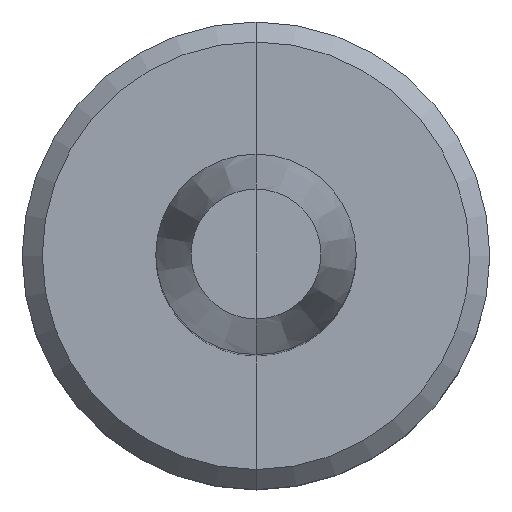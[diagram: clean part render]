
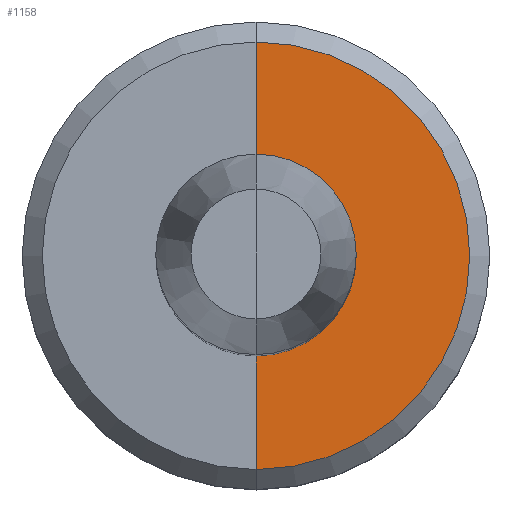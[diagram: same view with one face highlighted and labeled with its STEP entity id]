
A CAD part, top view. The second image highlights one B-rep face of the part: STEP entity #1158.
In plain terms, the highlighted planar face has unit normal (0, 0, 1).
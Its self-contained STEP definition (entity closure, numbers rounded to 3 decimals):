
#1044 = CONICAL_SURFACE('',#1045,3.5,0.785);
#1045 = AXIS2_PLACEMENT_3D('',#1046,#1047,#1048);
#1046 = CARTESIAN_POINT('',(0.,0.,-15.3));
#1047 = DIRECTION('',(-0.,-0.,-1.));
#1048 = DIRECTION('',(0.,-1.,0.));
#1082 = VERTEX_POINT('',#1083);
#1083 = CARTESIAN_POINT('',(0.,3.2,-15.));
#1109 = EDGE_CURVE('',#1110,#1082,#1112,.T.);
#1110 = VERTEX_POINT('',#1111);
#1111 = CARTESIAN_POINT('',(0.,-3.2,-15.));
#1112 = SURFACE_CURVE('',#1113,(#1118,#1125),.PCURVE_S1.);
#1113 = CIRCLE('',#1114,3.2);
#1114 = AXIS2_PLACEMENT_3D('',#1115,#1116,#1117);
#1115 = CARTESIAN_POINT('',(0.,0.,-15.));
#1116 = DIRECTION('',(0.,0.,1.));
#1117 = DIRECTION('',(0.,-1.,0.));
#1118 = PCURVE('',#1044,#1119);
#1119 = DEFINITIONAL_REPRESENTATION('',(#1120),#1124);
#1120 = LINE('',#1121,#1122);
#1121 = CARTESIAN_POINT('',(-0.,-0.3));
#1122 = VECTOR('',#1123,1.);
#1123 = DIRECTION('',(-1.,-0.));
#1124 = ( GEOMETRIC_REPRESENTATION_CONTEXT(2) 
PARAMETRIC_REPRESENTATION_CONTEXT() REPRESENTATION_CONTEXT('2D SPACE',''
  ) );
#1125 = PCURVE('',#1126,#1131);
#1126 = PLANE('',#1127);
#1127 = AXIS2_PLACEMENT_3D('',#1128,#1129,#1130);
#1128 = CARTESIAN_POINT('',(0.,0.,-15.));
#1129 = DIRECTION('',(0.,0.,1.));
#1130 = DIRECTION('',(0.,-1.,0.));
#1131 = DEFINITIONAL_REPRESENTATION('',(#1132),#1136);
#1132 = CIRCLE('',#1133,3.2);
#1133 = AXIS2_PLACEMENT_2D('',#1134,#1135);
#1134 = CARTESIAN_POINT('',(0.,0.));
#1135 = DIRECTION('',(1.,0.));
#1136 = ( GEOMETRIC_REPRESENTATION_CONTEXT(2) 
PARAMETRIC_REPRESENTATION_CONTEXT() REPRESENTATION_CONTEXT('2D SPACE',''
  ) );
#1158 = ADVANCED_FACE('',(#1159),#1126,.T.);
#1159 = FACE_BOUND('',#1160,.T.);
#1160 = EDGE_LOOP('',(#1161,#1162,#1190,#1219));
#1161 = ORIENTED_EDGE('',*,*,#1109,.T.);
#1162 = ORIENTED_EDGE('',*,*,#1163,.T.);
#1163 = EDGE_CURVE('',#1082,#1164,#1166,.T.);
#1164 = VERTEX_POINT('',#1165);
#1165 = CARTESIAN_POINT('',(0.,1.5,-15.));
#1166 = SURFACE_CURVE('',#1167,(#1171,#1178),.PCURVE_S1.);
#1167 = LINE('',#1168,#1169);
#1168 = CARTESIAN_POINT('',(0.,3.2,-15.));
#1169 = VECTOR('',#1170,1.);
#1170 = DIRECTION('',(0.,-1.,0.));
#1171 = PCURVE('',#1126,#1172);
#1172 = DEFINITIONAL_REPRESENTATION('',(#1173),#1177);
#1173 = LINE('',#1174,#1175);
#1174 = CARTESIAN_POINT('',(-3.2,0.));
#1175 = VECTOR('',#1176,1.);
#1176 = DIRECTION('',(1.,0.));
#1177 = ( GEOMETRIC_REPRESENTATION_CONTEXT(2) 
PARAMETRIC_REPRESENTATION_CONTEXT() REPRESENTATION_CONTEXT('2D SPACE',''
  ) );
#1178 = PCURVE('',#1179,#1184);
#1179 = PLANE('',#1180);
#1180 = AXIS2_PLACEMENT_3D('',#1181,#1182,#1183);
#1181 = CARTESIAN_POINT('',(0.,0.,-15.));
#1182 = DIRECTION('',(-0.,-0.,-1.));
#1183 = DIRECTION('',(0.,-1.,0.));
#1184 = DEFINITIONAL_REPRESENTATION('',(#1185),#1189);
#1185 = LINE('',#1186,#1187);
#1186 = CARTESIAN_POINT('',(-3.2,0.));
#1187 = VECTOR('',#1188,1.);
#1188 = DIRECTION('',(1.,0.));
#1189 = ( GEOMETRIC_REPRESENTATION_CONTEXT(2) 
PARAMETRIC_REPRESENTATION_CONTEXT() REPRESENTATION_CONTEXT('2D SPACE',''
  ) );
#1190 = ORIENTED_EDGE('',*,*,#1191,.F.);
#1191 = EDGE_CURVE('',#1192,#1164,#1194,.T.);
#1192 = VERTEX_POINT('',#1193);
#1193 = CARTESIAN_POINT('',(0.,-1.5,-15.));
#1194 = SURFACE_CURVE('',#1195,(#1200,#1207),.PCURVE_S1.);
#1195 = CIRCLE('',#1196,1.5);
#1196 = AXIS2_PLACEMENT_3D('',#1197,#1198,#1199);
#1197 = CARTESIAN_POINT('',(0.,0.,-15.));
#1198 = DIRECTION('',(0.,0.,1.));
#1199 = DIRECTION('',(0.,-1.,0.));
#1200 = PCURVE('',#1126,#1201);
#1201 = DEFINITIONAL_REPRESENTATION('',(#1202),#1206);
#1202 = CIRCLE('',#1203,1.5);
#1203 = AXIS2_PLACEMENT_2D('',#1204,#1205);
#1204 = CARTESIAN_POINT('',(0.,0.));
#1205 = DIRECTION('',(1.,0.));
#1206 = ( GEOMETRIC_REPRESENTATION_CONTEXT(2) 
PARAMETRIC_REPRESENTATION_CONTEXT() REPRESENTATION_CONTEXT('2D SPACE',''
  ) );
#1207 = PCURVE('',#1208,#1213);
#1208 = CYLINDRICAL_SURFACE('',#1209,1.5);
#1209 = AXIS2_PLACEMENT_3D('',#1210,#1211,#1212);
#1210 = CARTESIAN_POINT('',(0.,0.,-15.));
#1211 = DIRECTION('',(0.,0.,1.));
#1212 = DIRECTION('',(0.,-1.,0.));
#1213 = DEFINITIONAL_REPRESENTATION('',(#1214),#1218);
#1214 = LINE('',#1215,#1216);
#1215 = CARTESIAN_POINT('',(0.,0.));
#1216 = VECTOR('',#1217,1.);
#1217 = DIRECTION('',(1.,0.));
#1218 = ( GEOMETRIC_REPRESENTATION_CONTEXT(2) 
PARAMETRIC_REPRESENTATION_CONTEXT() REPRESENTATION_CONTEXT('2D SPACE',''
  ) );
#1219 = ORIENTED_EDGE('',*,*,#1220,.F.);
#1220 = EDGE_CURVE('',#1110,#1192,#1221,.T.);
#1221 = SURFACE_CURVE('',#1222,(#1226,#1233),.PCURVE_S1.);
#1222 = LINE('',#1223,#1224);
#1223 = CARTESIAN_POINT('',(0.,-3.2,-15.));
#1224 = VECTOR('',#1225,1.);
#1225 = DIRECTION('',(0.,1.,0.));
#1226 = PCURVE('',#1126,#1227);
#1227 = DEFINITIONAL_REPRESENTATION('',(#1228),#1232);
#1228 = LINE('',#1229,#1230);
#1229 = CARTESIAN_POINT('',(3.2,0.));
#1230 = VECTOR('',#1231,1.);
#1231 = DIRECTION('',(-1.,0.));
#1232 = ( GEOMETRIC_REPRESENTATION_CONTEXT(2) 
PARAMETRIC_REPRESENTATION_CONTEXT() REPRESENTATION_CONTEXT('2D SPACE',''
  ) );
#1233 = PCURVE('',#1179,#1234);
#1234 = DEFINITIONAL_REPRESENTATION('',(#1235),#1239);
#1235 = LINE('',#1236,#1237);
#1236 = CARTESIAN_POINT('',(3.2,-0.));
#1237 = VECTOR('',#1238,1.);
#1238 = DIRECTION('',(-1.,0.));
#1239 = ( GEOMETRIC_REPRESENTATION_CONTEXT(2) 
PARAMETRIC_REPRESENTATION_CONTEXT() REPRESENTATION_CONTEXT('2D SPACE',''
  ) );
